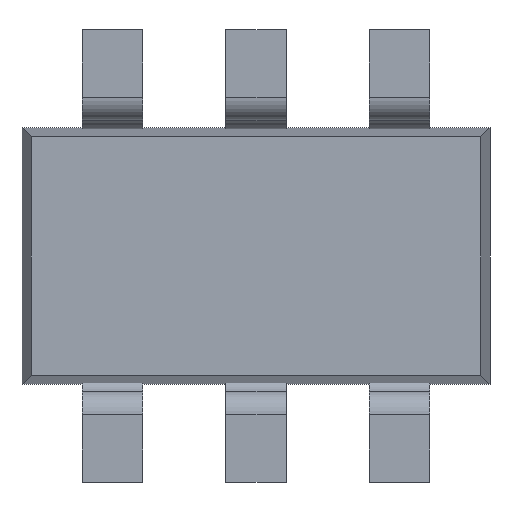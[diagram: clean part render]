
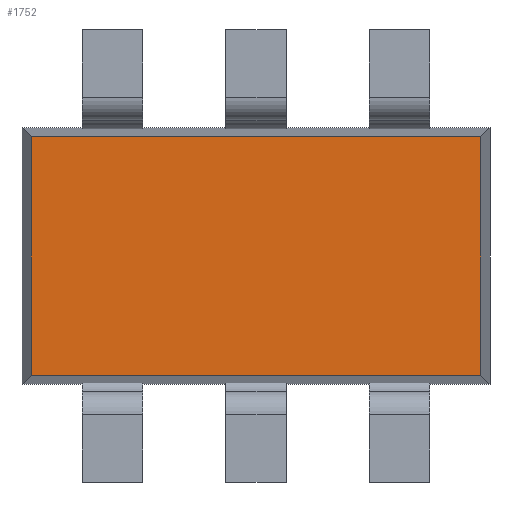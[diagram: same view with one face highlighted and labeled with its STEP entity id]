
A CAD part, front view. The second image highlights one B-rep face of the part: STEP entity #1752.
In plain terms, the highlighted planar face has unit normal (0, -1, 0).
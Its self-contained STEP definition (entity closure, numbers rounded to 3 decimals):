
#36 = EDGE_LOOP ( 'NONE', ( #2119, #2423, #639, #1283 ) ) ;
#93 = VECTOR ( 'NONE', #2394, 1000. ) ;
#415 = CARTESIAN_POINT ( 'NONE',  ( -3.04, 0., 0.06 ) ) ;
#462 = LINE ( 'NONE', #1157, #2841 ) ;
#534 = CARTESIAN_POINT ( 'NONE',  ( -0.06, 0., 0.06 ) ) ;
#580 = DIRECTION ( 'NONE',  ( 0., 0., -1. ) ) ;
#611 = CARTESIAN_POINT ( 'NONE',  ( -3.04, 0., 1.7 ) ) ;
#639 = ORIENTED_EDGE ( 'NONE', *, *, #2022, .T. ) ;
#714 = EDGE_CURVE ( 'NONE', #2088, #756, #2355, .T. ) ;
#756 = VERTEX_POINT ( 'NONE', #534 ) ;
#807 = CARTESIAN_POINT ( 'NONE',  ( -0.06, 0., 1.7 ) ) ;
#1149 = DIRECTION ( 'NONE',  ( -1., 0., 0. ) ) ;
#1157 = CARTESIAN_POINT ( 'NONE',  ( -3.1, 0., 1.64 ) ) ;
#1164 = VERTEX_POINT ( 'NONE', #1590 ) ;
#1283 = ORIENTED_EDGE ( 'NONE', *, *, #714, .T. ) ;
#1495 = EDGE_CURVE ( 'NONE', #1164, #1879, #462, .T. ) ;
#1590 = CARTESIAN_POINT ( 'NONE',  ( -0.06, 0., 1.64 ) ) ;
#1640 = DIRECTION ( 'NONE',  ( 1., 0., 0. ) ) ;
#1682 = VECTOR ( 'NONE', #580, 1000. ) ;
#1744 = VECTOR ( 'NONE', #1640, 1000. ) ;
#1752 = ADVANCED_FACE ( 'NONE', ( #2538 ), #2703, .F. ) ;
#1789 = EDGE_CURVE ( 'NONE', #756, #1164, #2470, .T. ) ;
#1844 = CARTESIAN_POINT ( 'NONE',  ( -3.04, 0., 1.64 ) ) ;
#1869 = CARTESIAN_POINT ( 'NONE',  ( 0., 0., 0.06 ) ) ;
#1879 = VERTEX_POINT ( 'NONE', #1844 ) ;
#2022 = EDGE_CURVE ( 'NONE', #1879, #2088, #2868, .T. ) ;
#2088 = VERTEX_POINT ( 'NONE', #415 ) ;
#2119 = ORIENTED_EDGE ( 'NONE', *, *, #1789, .T. ) ;
#2195 = AXIS2_PLACEMENT_3D ( 'NONE', #2728, #2777, #2792 ) ;
#2355 = LINE ( 'NONE', #1869, #1744 ) ;
#2394 = DIRECTION ( 'NONE',  ( 0., 0., 1. ) ) ;
#2423 = ORIENTED_EDGE ( 'NONE', *, *, #1495, .T. ) ;
#2470 = LINE ( 'NONE', #807, #93 ) ;
#2538 = FACE_OUTER_BOUND ( 'NONE', #36, .T. ) ;
#2703 = PLANE ( 'NONE',  #2195 ) ;
#2728 = CARTESIAN_POINT ( 'NONE',  ( 0., 0., 1.7 ) ) ;
#2777 = DIRECTION ( 'NONE',  ( 0., 1., 0. ) ) ;
#2792 = DIRECTION ( 'NONE',  ( -1., 0., 0. ) ) ;
#2841 = VECTOR ( 'NONE', #1149, 1000. ) ;
#2868 = LINE ( 'NONE', #611, #1682 ) ;
